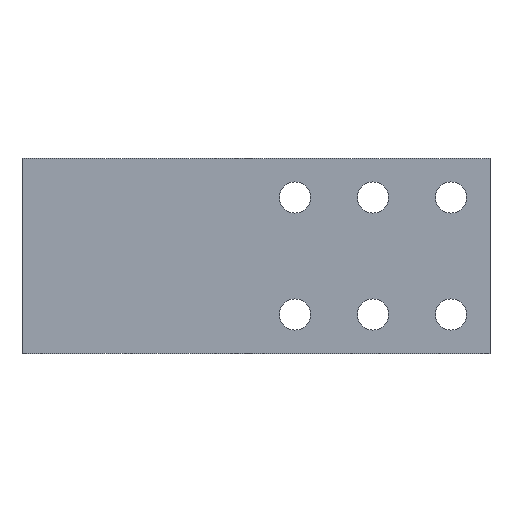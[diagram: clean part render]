
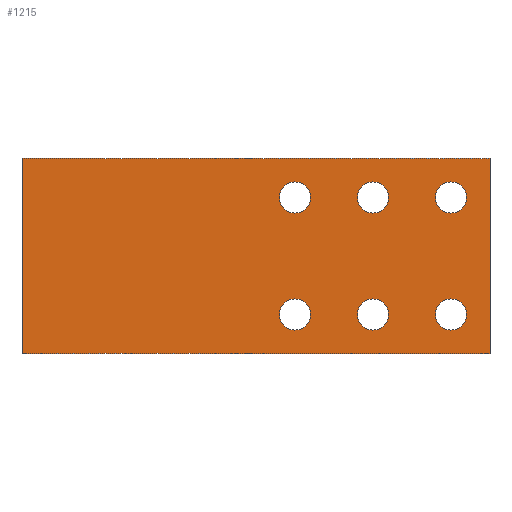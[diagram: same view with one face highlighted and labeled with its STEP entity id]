
A CAD part, left-side view. The second image highlights one B-rep face of the part: STEP entity #1215.
In plain terms, the highlighted planar face has unit normal (-1, 0, 0).
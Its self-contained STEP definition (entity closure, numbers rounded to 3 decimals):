
#8 = DIRECTION ( 'NONE',  ( 1., 0., 0. ) ) ;
#12 = ORIENTED_EDGE ( 'NONE', *, *, #737, .F. ) ;
#13 = EDGE_CURVE ( 'NONE', #644, #824, #1152, .T. ) ;
#19 = CIRCLE ( 'NONE', #431, 2. ) ;
#27 = EDGE_CURVE ( 'NONE', #824, #644, #1703, .T. ) ;
#46 = CIRCLE ( 'NONE', #1502, 2. ) ;
#50 = CARTESIAN_POINT ( 'NONE',  ( -12.5, -25., 7.5 ) ) ;
#54 = DIRECTION ( 'NONE',  ( 0., 1., 0. ) ) ;
#55 = DIRECTION ( 'NONE',  ( 0., 0., -1. ) ) ;
#66 = DIRECTION ( 'NONE',  ( 1., 0., 0. ) ) ;
#146 = DIRECTION ( 'NONE',  ( 1., 0., 0. ) ) ;
#148 = FACE_OUTER_BOUND ( 'NONE', #1783, .T. ) ;
#152 = CIRCLE ( 'NONE', #1617, 2. ) ;
#159 = VERTEX_POINT ( 'NONE', #2021 ) ;
#171 = AXIS2_PLACEMENT_3D ( 'NONE', #233, #66, #1038 ) ;
#184 = CARTESIAN_POINT ( 'NONE',  ( -12.5, -15., -9.5 ) ) ;
#193 = FACE_BOUND ( 'NONE', #1080, .T. ) ;
#202 = CARTESIAN_POINT ( 'NONE',  ( -12.5, -5., -7.5 ) ) ;
#214 = CARTESIAN_POINT ( 'NONE',  ( -12.5, -30., -12.5 ) ) ;
#225 = VECTOR ( 'NONE', #682, 1000. ) ;
#233 = CARTESIAN_POINT ( 'NONE',  ( -12.5, -15., 7.5 ) ) ;
#242 = ORIENTED_EDGE ( 'NONE', *, *, #1241, .T. ) ;
#257 = ORIENTED_EDGE ( 'NONE', *, *, #1198, .T. ) ;
#321 = DIRECTION ( 'NONE',  ( 0., 0., -1. ) ) ;
#346 = ORIENTED_EDGE ( 'NONE', *, *, #605, .T. ) ;
#354 = CIRCLE ( 'NONE', #1232, 2. ) ;
#370 = DIRECTION ( 'NONE',  ( 0., 0., -1. ) ) ;
#374 = LINE ( 'NONE', #381, #1907 ) ;
#375 = CARTESIAN_POINT ( 'NONE',  ( -12.5, 30., -12.5 ) ) ;
#381 = CARTESIAN_POINT ( 'NONE',  ( -12.5, -30., -12.5 ) ) ;
#389 = VERTEX_POINT ( 'NONE', #1251 ) ;
#426 = AXIS2_PLACEMENT_3D ( 'NONE', #692, #535, #1555 ) ;
#431 = AXIS2_PLACEMENT_3D ( 'NONE', #1953, #807, #797 ) ;
#450 = VECTOR ( 'NONE', #873, 1000. ) ;
#457 = CARTESIAN_POINT ( 'NONE',  ( -12.5, 30., 12.5 ) ) ;
#467 = ORIENTED_EDGE ( 'NONE', *, *, #1913, .F. ) ;
#471 = EDGE_CURVE ( 'NONE', #478, #600, #19, .T. ) ;
#478 = VERTEX_POINT ( 'NONE', #627 ) ;
#482 = DIRECTION ( 'NONE',  ( 0., 0., -1. ) ) ;
#486 = AXIS2_PLACEMENT_3D ( 'NONE', #1993, #146, #482 ) ;
#505 = CARTESIAN_POINT ( 'NONE',  ( -12.5, -30., 12.5 ) ) ;
#535 = DIRECTION ( 'NONE',  ( 1., 0., 0. ) ) ;
#560 = CIRCLE ( 'NONE', #1046, 2. ) ;
#579 = DIRECTION ( 'NONE',  ( 1., 0., 0. ) ) ;
#600 = VERTEX_POINT ( 'NONE', #184 ) ;
#605 = EDGE_CURVE ( 'NONE', #1351, #1818, #560, .T. ) ;
#610 = CIRCLE ( 'NONE', #1134, 2. ) ;
#627 = CARTESIAN_POINT ( 'NONE',  ( -12.5, -15., -5.5 ) ) ;
#644 = VERTEX_POINT ( 'NONE', #2144 ) ;
#648 = DIRECTION ( 'NONE',  ( 0., 0., -1. ) ) ;
#668 = ORIENTED_EDGE ( 'NONE', *, *, #27, .T. ) ;
#674 = EDGE_CURVE ( 'NONE', #389, #1567, #610, .T. ) ;
#681 = DIRECTION ( 'NONE',  ( 0., 1., 0. ) ) ;
#682 = DIRECTION ( 'NONE',  ( 0., 0., 1. ) ) ;
#692 = CARTESIAN_POINT ( 'NONE',  ( -12.5, -25., -7.5 ) ) ;
#706 = VERTEX_POINT ( 'NONE', #1015 ) ;
#727 = DIRECTION ( 'NONE',  ( 0., 0., -1. ) ) ;
#729 = ORIENTED_EDGE ( 'NONE', *, *, #2040, .T. ) ;
#737 = EDGE_CURVE ( 'NONE', #1210, #1593, #1878, .T. ) ;
#738 = CARTESIAN_POINT ( 'NONE',  ( -12.5, -15., 5.5 ) ) ;
#754 = CARTESIAN_POINT ( 'NONE',  ( -12.5, -25., -7.5 ) ) ;
#775 = ORIENTED_EDGE ( 'NONE', *, *, #471, .T. ) ;
#797 = DIRECTION ( 'NONE',  ( 0., 0., -1. ) ) ;
#807 = DIRECTION ( 'NONE',  ( 1., 0., 0. ) ) ;
#816 = EDGE_CURVE ( 'NONE', #706, #1322, #2041, .T. ) ;
#824 = VERTEX_POINT ( 'NONE', #1406 ) ;
#825 = EDGE_LOOP ( 'NONE', ( #1012, #1661 ) ) ;
#847 = DIRECTION ( 'NONE',  ( 1., 0., 0. ) ) ;
#861 = CIRCLE ( 'NONE', #1622, 2. ) ;
#866 = DIRECTION ( 'NONE',  ( 0., 0., -1. ) ) ;
#873 = DIRECTION ( 'NONE',  ( 0., 0., 1. ) ) ;
#874 = DIRECTION ( 'NONE',  ( 1., 0., 0. ) ) ;
#889 = LINE ( 'NONE', #1220, #450 ) ;
#931 = EDGE_LOOP ( 'NONE', ( #1939, #775 ) ) ;
#958 = CARTESIAN_POINT ( 'NONE',  ( -12.5, -15., -7.5 ) ) ;
#959 = ORIENTED_EDGE ( 'NONE', *, *, #816, .T. ) ;
#1012 = ORIENTED_EDGE ( 'NONE', *, *, #674, .T. ) ;
#1015 = CARTESIAN_POINT ( 'NONE',  ( -12.5, -15., 9.5 ) ) ;
#1028 = CARTESIAN_POINT ( 'NONE',  ( -12.5, 30., -12.5 ) ) ;
#1030 = PLANE ( 'NONE',  #1828 ) ;
#1038 = DIRECTION ( 'NONE',  ( 0., 0., -1. ) ) ;
#1039 = VECTOR ( 'NONE', #681, 1000. ) ;
#1046 = AXIS2_PLACEMENT_3D ( 'NONE', #1982, #8, #1996 ) ;
#1058 = EDGE_LOOP ( 'NONE', ( #668, #1304 ) ) ;
#1063 = CARTESIAN_POINT ( 'NONE',  ( -12.5, -30., 12.5 ) ) ;
#1080 = EDGE_LOOP ( 'NONE', ( #257, #346 ) ) ;
#1103 = ORIENTED_EDGE ( 'NONE', *, *, #1812, .T. ) ;
#1134 = AXIS2_PLACEMENT_3D ( 'NONE', #202, #874, #55 ) ;
#1149 = LINE ( 'NONE', #505, #1039 ) ;
#1152 = CIRCLE ( 'NONE', #1257, 2. ) ;
#1155 = DIRECTION ( 'NONE',  ( 1., 0., 0. ) ) ;
#1157 = EDGE_CURVE ( 'NONE', #600, #478, #46, .T. ) ;
#1180 = CARTESIAN_POINT ( 'NONE',  ( -12.5, -25., 5.5 ) ) ;
#1198 = EDGE_CURVE ( 'NONE', #1818, #1351, #152, .T. ) ;
#1204 = CARTESIAN_POINT ( 'NONE',  ( -12.5, -30., -12.5 ) ) ;
#1210 = VERTEX_POINT ( 'NONE', #375 ) ;
#1215 = ADVANCED_FACE ( 'NONE', ( #2069, #1415, #193, #1467, #1282, #1883, #148 ), #1030, .T. ) ;
#1220 = CARTESIAN_POINT ( 'NONE',  ( -12.5, -30., -12.5 ) ) ;
#1232 = AXIS2_PLACEMENT_3D ( 'NONE', #1861, #1846, #370 ) ;
#1241 = EDGE_CURVE ( 'NONE', #1322, #706, #354, .T. ) ;
#1251 = CARTESIAN_POINT ( 'NONE',  ( -12.5, -5., -9.5 ) ) ;
#1257 = AXIS2_PLACEMENT_3D ( 'NONE', #1821, #1155, #321 ) ;
#1282 = FACE_BOUND ( 'NONE', #1763, .T. ) ;
#1304 = ORIENTED_EDGE ( 'NONE', *, *, #13, .T. ) ;
#1315 = EDGE_CURVE ( 'NONE', #1567, #389, #2042, .T. ) ;
#1322 = VERTEX_POINT ( 'NONE', #738 ) ;
#1345 = AXIS2_PLACEMENT_3D ( 'NONE', #1399, #1900, #727 ) ;
#1351 = VERTEX_POINT ( 'NONE', #1710 ) ;
#1399 = CARTESIAN_POINT ( 'NONE',  ( -12.5, -5., -7.5 ) ) ;
#1406 = CARTESIAN_POINT ( 'NONE',  ( -12.5, -5., 5.5 ) ) ;
#1415 = FACE_BOUND ( 'NONE', #931, .T. ) ;
#1439 = CIRCLE ( 'NONE', #426, 2. ) ;
#1461 = CARTESIAN_POINT ( 'NONE',  ( -12.5, -25., -9.5 ) ) ;
#1467 = FACE_BOUND ( 'NONE', #1058, .T. ) ;
#1502 = AXIS2_PLACEMENT_3D ( 'NONE', #958, #1644, #648 ) ;
#1509 = ORIENTED_EDGE ( 'NONE', *, *, #1941, .T. ) ;
#1537 = DIRECTION ( 'NONE',  ( 0., 0., 1. ) ) ;
#1555 = DIRECTION ( 'NONE',  ( 0., 0., -1. ) ) ;
#1567 = VERTEX_POINT ( 'NONE', #2082 ) ;
#1585 = DIRECTION ( 'NONE',  ( 0., 0., -1. ) ) ;
#1593 = VERTEX_POINT ( 'NONE', #457 ) ;
#1617 = AXIS2_PLACEMENT_3D ( 'NONE', #50, #847, #866 ) ;
#1622 = AXIS2_PLACEMENT_3D ( 'NONE', #754, #579, #1585 ) ;
#1634 = VERTEX_POINT ( 'NONE', #1461 ) ;
#1644 = DIRECTION ( 'NONE',  ( 1., 0., 0. ) ) ;
#1661 = ORIENTED_EDGE ( 'NONE', *, *, #1315, .T. ) ;
#1690 = ORIENTED_EDGE ( 'NONE', *, *, #1881, .T. ) ;
#1703 = CIRCLE ( 'NONE', #486, 2. ) ;
#1710 = CARTESIAN_POINT ( 'NONE',  ( -12.5, -25., 9.5 ) ) ;
#1763 = EDGE_LOOP ( 'NONE', ( #242, #959 ) ) ;
#1783 = EDGE_LOOP ( 'NONE', ( #1103, #12, #467, #1509 ) ) ;
#1812 = EDGE_CURVE ( 'NONE', #2134, #1593, #1149, .T. ) ;
#1818 = VERTEX_POINT ( 'NONE', #1180 ) ;
#1821 = CARTESIAN_POINT ( 'NONE',  ( -12.5, -5., 7.5 ) ) ;
#1828 = AXIS2_PLACEMENT_3D ( 'NONE', #214, #1838, #1537 ) ;
#1838 = DIRECTION ( 'NONE',  ( -1., 0., 0. ) ) ;
#1846 = DIRECTION ( 'NONE',  ( 1., 0., 0. ) ) ;
#1861 = CARTESIAN_POINT ( 'NONE',  ( -12.5, -15., 7.5 ) ) ;
#1878 = LINE ( 'NONE', #1028, #225 ) ;
#1881 = EDGE_CURVE ( 'NONE', #159, #1634, #1439, .T. ) ;
#1883 = FACE_BOUND ( 'NONE', #2047, .T. ) ;
#1900 = DIRECTION ( 'NONE',  ( 1., 0., 0. ) ) ;
#1907 = VECTOR ( 'NONE', #54, 1000. ) ;
#1913 = EDGE_CURVE ( 'NONE', #2036, #1210, #374, .T. ) ;
#1939 = ORIENTED_EDGE ( 'NONE', *, *, #1157, .T. ) ;
#1941 = EDGE_CURVE ( 'NONE', #2036, #2134, #889, .T. ) ;
#1953 = CARTESIAN_POINT ( 'NONE',  ( -12.5, -15., -7.5 ) ) ;
#1982 = CARTESIAN_POINT ( 'NONE',  ( -12.5, -25., 7.5 ) ) ;
#1993 = CARTESIAN_POINT ( 'NONE',  ( -12.5, -5., 7.5 ) ) ;
#1996 = DIRECTION ( 'NONE',  ( 0., 0., -1. ) ) ;
#2021 = CARTESIAN_POINT ( 'NONE',  ( -12.5, -25., -5.5 ) ) ;
#2036 = VERTEX_POINT ( 'NONE', #1204 ) ;
#2040 = EDGE_CURVE ( 'NONE', #1634, #159, #861, .T. ) ;
#2041 = CIRCLE ( 'NONE', #171, 2. ) ;
#2042 = CIRCLE ( 'NONE', #1345, 2. ) ;
#2047 = EDGE_LOOP ( 'NONE', ( #729, #1690 ) ) ;
#2069 = FACE_BOUND ( 'NONE', #825, .T. ) ;
#2082 = CARTESIAN_POINT ( 'NONE',  ( -12.5, -5., -5.5 ) ) ;
#2134 = VERTEX_POINT ( 'NONE', #1063 ) ;
#2144 = CARTESIAN_POINT ( 'NONE',  ( -12.5, -5., 9.5 ) ) ;
